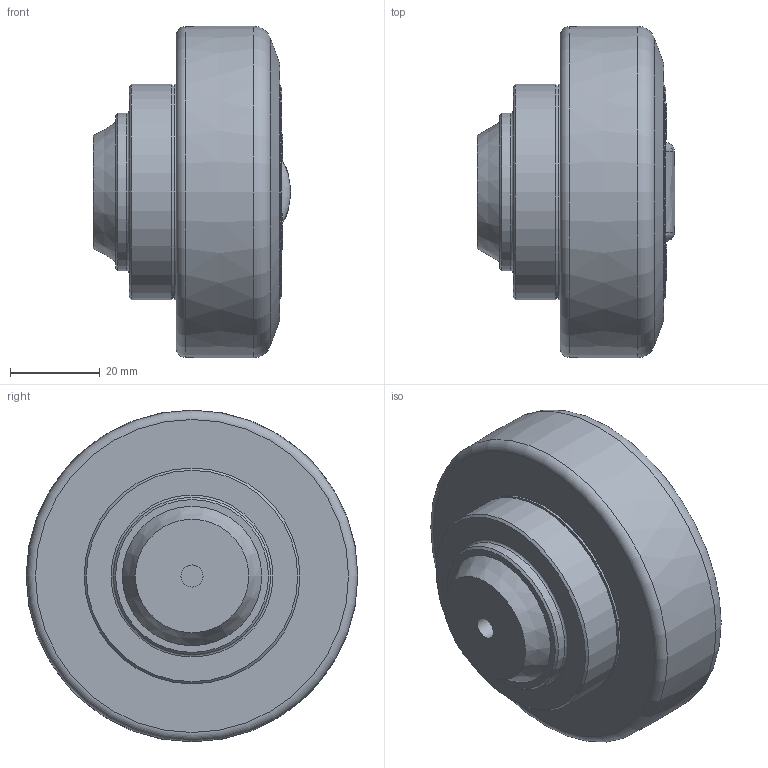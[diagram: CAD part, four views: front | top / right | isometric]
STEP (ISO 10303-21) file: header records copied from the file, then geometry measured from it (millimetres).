
FILE_DESCRIPTION(/* description */ ('-','CAx-IF Rec.Pracs.---Representation and Presentation of Product Manufacturing Information (PMI)---4.0---2014-10-13'),/* implementation_level */ '2;1');
FILE_NAME(/* name */ '1b427e16-a90e-4f81-8970-06380b7373f8.stp',/* time_stamp */ '2020-04-01T16:45:54+02:00',/* author */ ('-'),/* organization */ ('NTI CADcenter A/S'),/* preprocessor_version */ 'ST-DEVELOPER v18',/* originating_system */ 'Autodesk Inventor 2020',/* authorisation */ '-');
FILE_SCHEMA (('AP242_MANAGED_MODEL_BASED_3D_ENGINEERING_MIM_LF { 1 0 10303 442 1 1 4 }'));
Length unit declared in the file: millimetre
Products named in the file (1): XTR 070.0200_Kontur
Bounding box: 44 x 73.8 x 73.79 mm (x, y, z)
Volume: 120835.7 mm3; surface area: 15529.4 mm2
Topology: 1 solids, 1 shells, 59 faces, 152 edges, 107 vertices
Faces by surface type: plane 32, cylinder 12, cone 8, torus 5, bspline 2
Full cylindrical faces by diameter (mm): 2.5 x1, 4.917 x1, 8 x2, 35 x1, 47.3 x1, 48 x2
Entity records: 1988 total; most frequent: CARTESIAN_POINT 438, DIRECTION 331, ORIENTED_EDGE 304, EDGE_CURVE 152, AXIS2_PLACEMENT_3D 130, VERTEX_POINT 107, EDGE_LOOP 71, LINE 71
